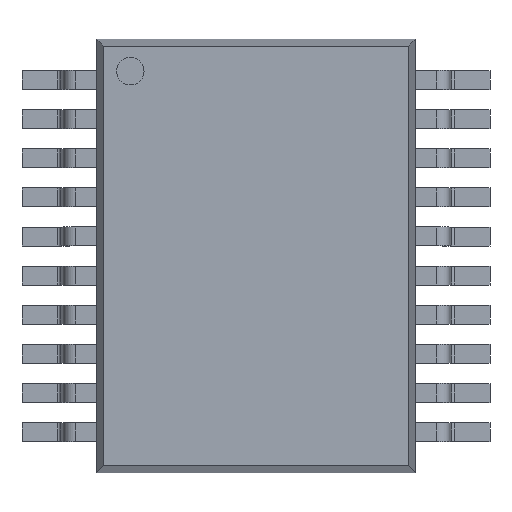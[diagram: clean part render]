
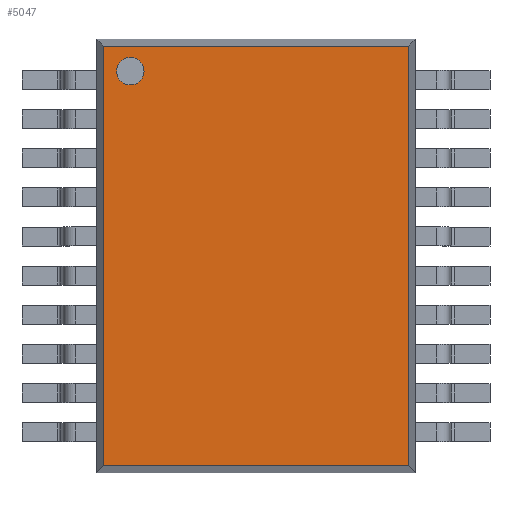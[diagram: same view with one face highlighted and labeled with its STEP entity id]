
A CAD part, top view. The second image highlights one B-rep face of the part: STEP entity #5047.
In plain terms, the highlighted planar face has unit normal (0, 0, 1).
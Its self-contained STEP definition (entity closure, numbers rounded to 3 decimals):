
#34=FACE_BOUND('',#579,.T.);
#44=PLANE('',#5379);
#282=FACE_OUTER_BOUND('',#578,.T.);
#578=EDGE_LOOP('',(#3491,#3492,#3493,#3494));
#579=EDGE_LOOP('',(#3495));
#879=LINE('',#7368,#1468);
#882=LINE('',#7373,#1471);
#884=LINE('',#7377,#1473);
#885=LINE('',#7379,#1474);
#1468=VECTOR('',#5859,1000.);
#1471=VECTOR('',#5864,1000.);
#1473=VECTOR('',#5868,1000.);
#1474=VECTOR('',#5871,1000.);
#2043=CIRCLE('',#5368,0.228);
#2205=VERTEX_POINT('',#7334);
#2215=VERTEX_POINT('',#7365);
#2216=VERTEX_POINT('',#7367);
#2217=VERTEX_POINT('',#7371);
#2218=VERTEX_POINT('',#7375);
#2703=EDGE_CURVE('',#2205,#2205,#2043,.T.);
#2719=EDGE_CURVE('',#2216,#2215,#879,.T.);
#2722=EDGE_CURVE('',#2215,#2217,#882,.T.);
#2724=EDGE_CURVE('',#2217,#2218,#884,.T.);
#2725=EDGE_CURVE('',#2218,#2216,#885,.T.);
#3491=ORIENTED_EDGE('',*,*,#2719,.T.);
#3492=ORIENTED_EDGE('',*,*,#2722,.T.);
#3493=ORIENTED_EDGE('',*,*,#2724,.T.);
#3494=ORIENTED_EDGE('',*,*,#2725,.T.);
#3495=ORIENTED_EDGE('',*,*,#2703,.T.);
#5047=ADVANCED_FACE('',(#282,#34),#44,.T.);
#5368=AXIS2_PLACEMENT_3D('',#7335,#5829,#5830);
#5379=AXIS2_PLACEMENT_3D('',#7380,#5872,#5873);
#5829=DIRECTION('center_axis',(0.,0.,
-1.));
#5830=DIRECTION('ref_axis',(-1.,0.,0.));
#5859=DIRECTION('',(1.,0.,0.));
#5864=DIRECTION('',(0.,1.,0.));
#5868=DIRECTION('',(-1.,0.,0.));
#5871=DIRECTION('',(0.,-1.,0.));
#5872=DIRECTION('center_axis',(0.,0.,
1.));
#5873=DIRECTION('ref_axis',(0.,-1.,0.));
#7334=CARTESIAN_POINT('',(-1.86,3.121,1.991));
#7335=CARTESIAN_POINT('Origin',(-2.088,3.121,1.991));
#7365=CARTESIAN_POINT('',(2.53,-3.433,1.991));
#7367=CARTESIAN_POINT('',(-2.53,-3.433,1.991));
#7368=CARTESIAN_POINT('',(-2.645,-3.433,1.991));
#7371=CARTESIAN_POINT('',(2.53,3.537,1.991));
#7373=CARTESIAN_POINT('',(2.53,-3.548,1.991));
#7375=CARTESIAN_POINT('',(-2.53,3.537,1.991));
#7377=CARTESIAN_POINT('',(2.645,3.537,1.991));
#7379=CARTESIAN_POINT('',(-2.53,3.652,1.991));
#7380=CARTESIAN_POINT('Origin',(0.,0.052,
1.991));
